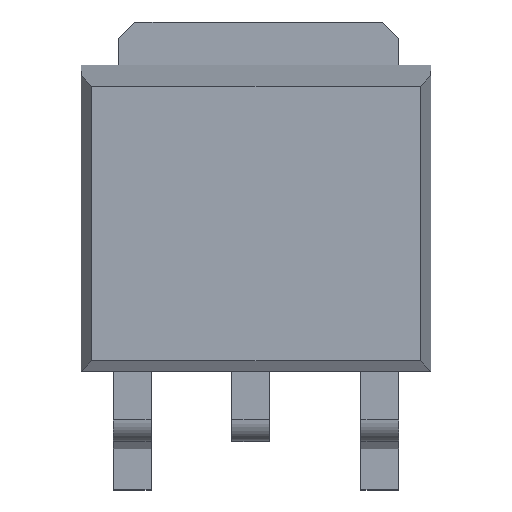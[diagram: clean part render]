
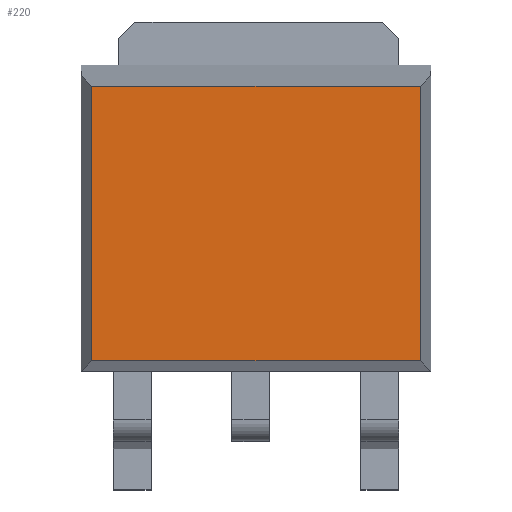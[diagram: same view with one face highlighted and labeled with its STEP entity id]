
A CAD part, top view. The second image highlights one B-rep face of the part: STEP entity #220.
In plain terms, the highlighted planar face has unit normal (0, 0, 1).
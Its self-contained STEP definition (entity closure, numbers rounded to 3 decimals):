
#48 = EDGE_CURVE('',#49,#51,#53,.T.);
#49 = VERTEX_POINT('',#50);
#50 = CARTESIAN_POINT('',(0.2,5.3,2.3));
#51 = VERTEX_POINT('',#52);
#52 = CARTESIAN_POINT('',(6.3,5.3,2.3));
#53 = SURFACE_CURVE('',#54,(#58,#70),.PCURVE_S1.);
#54 = LINE('',#55,#56);
#55 = CARTESIAN_POINT('',(0.,5.3,2.3));
#56 = VECTOR('',#57,1.);
#57 = DIRECTION('',(1.,0.,0.));
#58 = PCURVE('',#59,#64);
#59 = PLANE('',#60);
#60 = AXIS2_PLACEMENT_3D('',#61,#62,#63);
#61 = CARTESIAN_POINT('',(0.,5.5,1.3));
#62 = DIRECTION('',(0.,0.981,0.196));
#63 = DIRECTION('',(-1.,0.,0.));
#64 = DEFINITIONAL_REPRESENTATION('',(#65),#69);
#65 = LINE('',#66,#67);
#66 = CARTESIAN_POINT('',(0.,1.02));
#67 = VECTOR('',#68,1.);
#68 = DIRECTION('',(-1.,0.));
#69 = ( GEOMETRIC_REPRESENTATION_CONTEXT(2) 
PARAMETRIC_REPRESENTATION_CONTEXT() REPRESENTATION_CONTEXT('2D SPACE',''
  ) );
#70 = PCURVE('',#71,#76);
#71 = PLANE('',#72);
#72 = AXIS2_PLACEMENT_3D('',#73,#74,#75);
#73 = CARTESIAN_POINT('',(0.,0.,2.3));
#74 = DIRECTION('',(0.,0.,1.));
#75 = DIRECTION('',(1.,0.,0.));
#76 = DEFINITIONAL_REPRESENTATION('',(#77),#81);
#77 = LINE('',#78,#79);
#78 = CARTESIAN_POINT('',(0.,5.3));
#79 = VECTOR('',#80,1.);
#80 = DIRECTION('',(1.,0.));
#81 = ( GEOMETRIC_REPRESENTATION_CONTEXT(2) 
PARAMETRIC_REPRESENTATION_CONTEXT() REPRESENTATION_CONTEXT('2D SPACE',''
  ) );
#99 = PLANE('',#100);
#100 = AXIS2_PLACEMENT_3D('',#101,#102,#103);
#101 = CARTESIAN_POINT('',(0.1,0.2,1.8));
#102 = DIRECTION('',(0.981,0.,-0.196));
#103 = DIRECTION('',(0.,1.,0.));
#209 = PLANE('',#210);
#210 = AXIS2_PLACEMENT_3D('',#211,#212,#213);
#211 = CARTESIAN_POINT('',(6.4,0.2,1.8));
#212 = DIRECTION('',(0.981,0.,0.196));
#213 = DIRECTION('',(0.,-1.,0.));
#220 = ADVANCED_FACE('',(#221),#71,.T.);
#221 = FACE_BOUND('',#222,.T.);
#222 = EDGE_LOOP('',(#223,#253,#274,#275));
#223 = ORIENTED_EDGE('',*,*,#224,.T.);
#224 = EDGE_CURVE('',#225,#227,#229,.T.);
#225 = VERTEX_POINT('',#226);
#226 = CARTESIAN_POINT('',(0.2,0.2,2.3));
#227 = VERTEX_POINT('',#228);
#228 = CARTESIAN_POINT('',(6.3,0.2,2.3));
#229 = SURFACE_CURVE('',#230,(#234,#241),.PCURVE_S1.);
#230 = LINE('',#231,#232);
#231 = CARTESIAN_POINT('',(0.,0.2,2.3));
#232 = VECTOR('',#233,1.);
#233 = DIRECTION('',(1.,0.,0.));
#234 = PCURVE('',#71,#235);
#235 = DEFINITIONAL_REPRESENTATION('',(#236),#240);
#236 = LINE('',#237,#238);
#237 = CARTESIAN_POINT('',(0.,0.2));
#238 = VECTOR('',#239,1.);
#239 = DIRECTION('',(1.,0.));
#240 = ( GEOMETRIC_REPRESENTATION_CONTEXT(2) 
PARAMETRIC_REPRESENTATION_CONTEXT() REPRESENTATION_CONTEXT('2D SPACE',''
  ) );
#241 = PCURVE('',#242,#247);
#242 = PLANE('',#243);
#243 = AXIS2_PLACEMENT_3D('',#244,#245,#246);
#244 = CARTESIAN_POINT('',(0.,0.1,1.8));
#245 = DIRECTION('',(0.,0.981,-0.196));
#246 = DIRECTION('',(1.,0.,0.));
#247 = DEFINITIONAL_REPRESENTATION('',(#248),#252);
#248 = LINE('',#249,#250);
#249 = CARTESIAN_POINT('',(0.,-0.51));
#250 = VECTOR('',#251,1.);
#251 = DIRECTION('',(1.,0.));
#252 = ( GEOMETRIC_REPRESENTATION_CONTEXT(2) 
PARAMETRIC_REPRESENTATION_CONTEXT() REPRESENTATION_CONTEXT('2D SPACE',''
  ) );
#253 = ORIENTED_EDGE('',*,*,#254,.T.);
#254 = EDGE_CURVE('',#227,#51,#255,.T.);
#255 = SURFACE_CURVE('',#256,(#260,#267),.PCURVE_S1.);
#256 = LINE('',#257,#258);
#257 = CARTESIAN_POINT('',(6.3,0.2,2.3));
#258 = VECTOR('',#259,1.);
#259 = DIRECTION('',(0.,1.,0.));
#260 = PCURVE('',#71,#261);
#261 = DEFINITIONAL_REPRESENTATION('',(#262),#266);
#262 = LINE('',#263,#264);
#263 = CARTESIAN_POINT('',(6.3,0.2));
#264 = VECTOR('',#265,1.);
#265 = DIRECTION('',(0.,1.));
#266 = ( GEOMETRIC_REPRESENTATION_CONTEXT(2) 
PARAMETRIC_REPRESENTATION_CONTEXT() REPRESENTATION_CONTEXT('2D SPACE',''
  ) );
#267 = PCURVE('',#209,#268);
#268 = DEFINITIONAL_REPRESENTATION('',(#269),#273);
#269 = LINE('',#270,#271);
#270 = CARTESIAN_POINT('',(0.,-0.51));
#271 = VECTOR('',#272,1.);
#272 = DIRECTION('',(-1.,0.));
#273 = ( GEOMETRIC_REPRESENTATION_CONTEXT(2) 
PARAMETRIC_REPRESENTATION_CONTEXT() REPRESENTATION_CONTEXT('2D SPACE',''
  ) );
#274 = ORIENTED_EDGE('',*,*,#48,.F.);
#275 = ORIENTED_EDGE('',*,*,#276,.F.);
#276 = EDGE_CURVE('',#225,#49,#277,.T.);
#277 = SURFACE_CURVE('',#278,(#282,#289),.PCURVE_S1.);
#278 = LINE('',#279,#280);
#279 = CARTESIAN_POINT('',(0.2,0.2,2.3));
#280 = VECTOR('',#281,1.);
#281 = DIRECTION('',(0.,1.,0.));
#282 = PCURVE('',#71,#283);
#283 = DEFINITIONAL_REPRESENTATION('',(#284),#288);
#284 = LINE('',#285,#286);
#285 = CARTESIAN_POINT('',(0.2,0.2));
#286 = VECTOR('',#287,1.);
#287 = DIRECTION('',(0.,1.));
#288 = ( GEOMETRIC_REPRESENTATION_CONTEXT(2) 
PARAMETRIC_REPRESENTATION_CONTEXT() REPRESENTATION_CONTEXT('2D SPACE',''
  ) );
#289 = PCURVE('',#99,#290);
#290 = DEFINITIONAL_REPRESENTATION('',(#291),#295);
#291 = LINE('',#292,#293);
#292 = CARTESIAN_POINT('',(0.,0.51));
#293 = VECTOR('',#294,1.);
#294 = DIRECTION('',(1.,0.));
#295 = ( GEOMETRIC_REPRESENTATION_CONTEXT(2) 
PARAMETRIC_REPRESENTATION_CONTEXT() REPRESENTATION_CONTEXT('2D SPACE',''
  ) );
